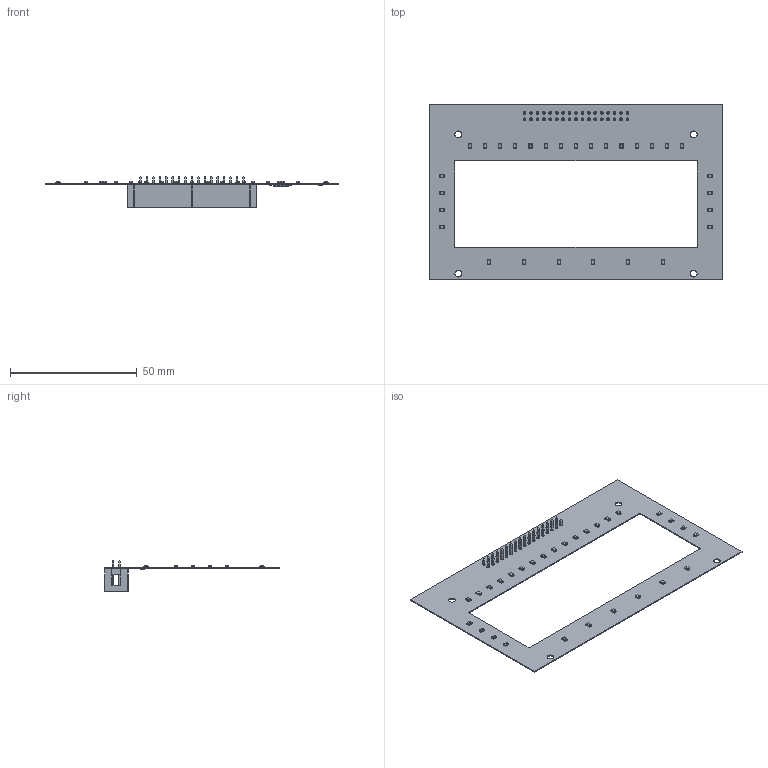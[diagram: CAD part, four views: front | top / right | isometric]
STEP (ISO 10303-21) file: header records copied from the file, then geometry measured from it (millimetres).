
FILE_DESCRIPTION(('Open CASCADE Model'),'2;1');
FILE_NAME('Open CASCADE Shape Model','2021-11-17T21:09:14',('Author'),( 'Open CASCADE'),'Open CASCADE STEP processor 6.8','Open CASCADE 6.8' ,'Unknown');
FILE_SCHEMA(('AUTOMOTIVE_DESIGN { 1 0 10303 214 1 1 1 1 }'));
Length unit declared in the file: millimetre
Products named in the file (75): PCB; Board; Open CASCADE STEP translator 6.8 2.1.1; Main_Header; 61203421621; 6120xx21621_PIN; Tire_LEDs; 7373967712; Extruded; R43; Stackpole_CSR0603_Res; R42; R41; R39; R38; R36; R34; R32; R31; R30; R29; R28; D29; 150080M173000; Body; Pins; D28; D27; D26; D25; D24; D23; D22; D15; 150080xS75000; base; cover; housing; marking; base_2 ...
Assembly tree (146 placements, depth 4):
  PCB
    Board
      Open CASCADE STEP translator 6.8 2.1.1
    Main_Header
      61203421621
        6120xx21621_PIN  x34
        61203421621
    Tire_LEDs
      7373967712
        Extruded
    R43
      Stackpole_CSR0603_Res
    R42
      Stackpole_CSR0603_Res
    R41
      Stackpole_CSR0603_Res
    R39
      Stackpole_CSR0603_Res
    R38
      Stackpole_CSR0603_Res
    R36
      Stackpole_CSR0603_Res
    R34
      Stackpole_CSR0603_Res
    R32
      Stackpole_CSR0603_Res
    R31
      Stackpole_CSR0603_Res
    R30
      Stackpole_CSR0603_Res
    R29
      Stackpole_CSR0603_Res
    R28
      Stackpole_CSR0603_Res
    D29
      150080M173000
        Body
        Pins
        Pins
        Pins
        Pins
        Pins
        Pins
        Pins
        Pins
        Pins
        Pins
        Pins
        Pins
        Pins
        Pins
        Pins
    D28
      150080M173000
        Body
        Pins
        Pins
        Pins
        Pins
        Pins
Bounding box: 116 x 69.5 x 12.1 mm (x, y, z)
Volume: 4012 mm3; surface area: 14154.7 mm2
Topology: 327 solids, 359 shells, 5113 faces, 12222 edges, 7850 vertices
Faces by surface type: plane 3930, cylinder 607, bspline 492, sphere 84
Full cylindrical faces by diameter (mm): 0.85 x6, 1.1 x34, 2.7 x4
Entity records: 30462 total; most frequent: CARTESIAN_POINT 6498, ORIENTED_EDGE 3646, DIRECTION 3611, EDGE_CURVE 1823, LINE 1545, VECTOR 1545, VERTEX_POINT 1160, AXIS2_PLACEMENT_3D 1033
